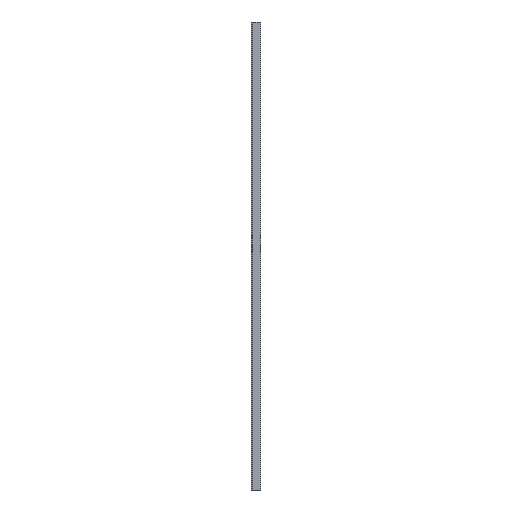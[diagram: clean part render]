
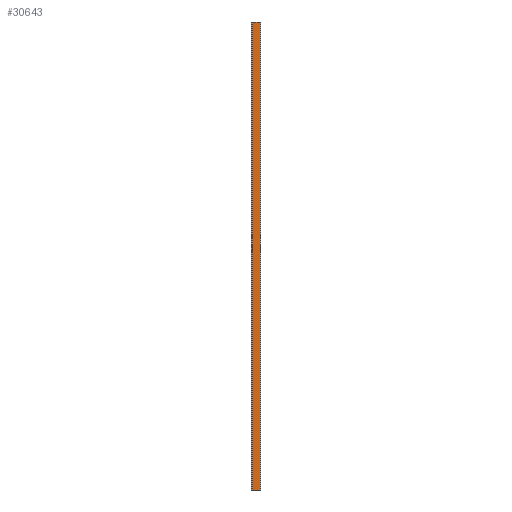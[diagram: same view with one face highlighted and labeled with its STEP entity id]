
A CAD part, left-side view. The second image highlights one B-rep face of the part: STEP entity #30643.
In plain terms, the highlighted planar face has unit normal (-1, 0, 0).
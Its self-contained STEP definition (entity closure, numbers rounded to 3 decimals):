
#19 = CARTESIAN_POINT ( 'NONE',  ( 0., 6.95, 400. ) ) ;
#279 = CARTESIAN_POINT ( 'NONE',  ( 0., 0., 400. ) ) ;
#413 = VERTEX_POINT ( 'NONE', #3348 ) ;
#889 = CARTESIAN_POINT ( 'NONE',  ( 0., 0.25, 400. ) ) ;
#1318 = LINE ( 'NONE', #889, #7506 ) ;
#3348 = CARTESIAN_POINT ( 'NONE',  ( 0., 0.25, 0. ) ) ;
#3456 = CARTESIAN_POINT ( 'NONE',  ( 0., 0., 0. ) ) ;
#4435 = CARTESIAN_POINT ( 'NONE',  ( 0., 6.95, 0. ) ) ;
#4602 = VERTEX_POINT ( 'NONE', #4435 ) ;
#6573 = FACE_OUTER_BOUND ( 'NONE', #23123, .T. ) ;
#7506 = VECTOR ( 'NONE', #16480, 1000. ) ;
#8234 = LINE ( 'NONE', #22158, #28546 ) ;
#8445 = DIRECTION ( 'NONE',  ( 0., 0., -1. ) ) ;
#8723 = DIRECTION ( 'NONE',  ( 0., 1., 0. ) ) ;
#9436 = LINE ( 'NONE', #19, #21459 ) ;
#10841 = LINE ( 'NONE', #3456, #21237 ) ;
#11987 = CARTESIAN_POINT ( 'NONE',  ( 0., 6.95, 400. ) ) ;
#12425 = ORIENTED_EDGE ( 'NONE', *, *, #28140, .T. ) ;
#13157 = VERTEX_POINT ( 'NONE', #25290 ) ;
#13751 = ORIENTED_EDGE ( 'NONE', *, *, #20779, .T. ) ;
#13783 = DIRECTION ( 'NONE',  ( -1., 0., 0. ) ) ;
#15466 = VERTEX_POINT ( 'NONE', #11987 ) ;
#16339 = EDGE_CURVE ( 'NONE', #413, #4602, #10841, .T. ) ;
#16480 = DIRECTION ( 'NONE',  ( 0., 0., 1. ) ) ;
#20779 = EDGE_CURVE ( 'NONE', #413, #13157, #1318, .T. ) ;
#21237 = VECTOR ( 'NONE', #21868, 1000. ) ;
#21391 = AXIS2_PLACEMENT_3D ( 'NONE', #279, #13783, #29564 ) ;
#21459 = VECTOR ( 'NONE', #8445, 1000. ) ;
#21868 = DIRECTION ( 'NONE',  ( 0., 1., 0. ) ) ;
#22158 = CARTESIAN_POINT ( 'NONE',  ( 0., 0., 400. ) ) ;
#23123 = EDGE_LOOP ( 'NONE', ( #12425, #25383, #29809, #13751 ) ) ;
#25290 = CARTESIAN_POINT ( 'NONE',  ( 0., 0.25, 400. ) ) ;
#25383 = ORIENTED_EDGE ( 'NONE', *, *, #34131, .T. ) ;
#28140 = EDGE_CURVE ( 'NONE', #13157, #15466, #8234, .T. ) ;
#28546 = VECTOR ( 'NONE', #8723, 1000. ) ;
#29564 = DIRECTION ( 'NONE',  ( 0., 0., 1. ) ) ;
#29682 = PLANE ( 'NONE',  #21391 ) ;
#29809 = ORIENTED_EDGE ( 'NONE', *, *, #16339, .F. ) ;
#30643 = ADVANCED_FACE ( 'NONE', ( #6573 ), #29682, .T. ) ;
#34131 = EDGE_CURVE ( 'NONE', #15466, #4602, #9436, .T. ) ;
